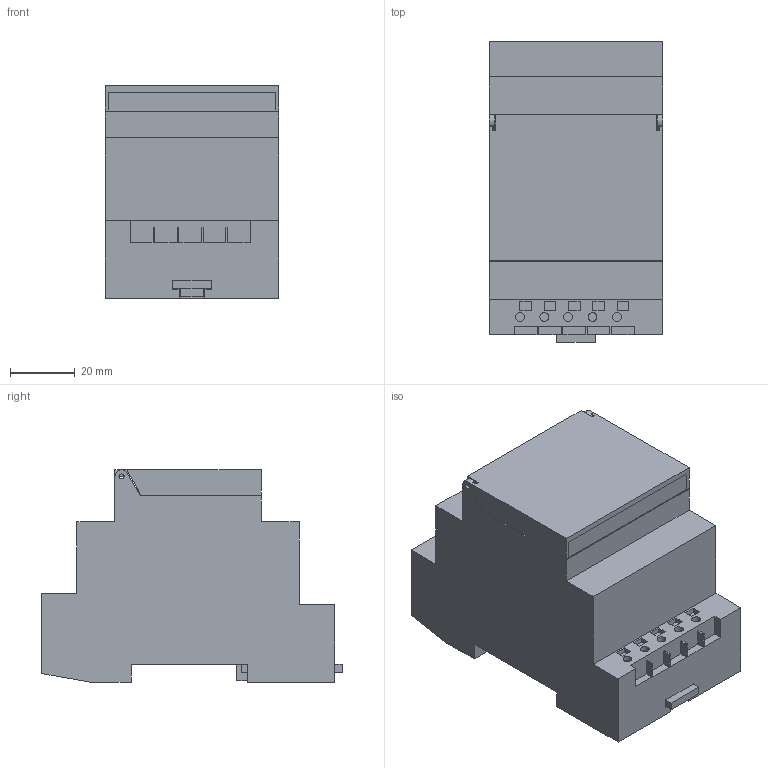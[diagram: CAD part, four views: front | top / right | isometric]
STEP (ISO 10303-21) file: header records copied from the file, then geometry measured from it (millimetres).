
FILE_DESCRIPTION((''),'2;1');
FILE_NAME('B109675_3D-SOFTWARE_COLOUR','2013-07-03T',('SESA231906'),('Schneider-Electric'),'PRO/ENGINEER BY PARAMETRIC TECHNOLOGY CORPORATION, 2011410','PRO/ENGINEER BY PARAMETRIC TECHNOLOGY CORPORATION, 2011410','');
FILE_SCHEMA(('CONFIG_CONTROL_DESIGN'));
Length unit declared in the file: millimetre
Products named in the file (1): B109675_3D-SOFTWARE_COLOUR
Bounding box: 53.6 x 92.66 x 65.55 mm (x, y, z)
Volume: 220714.6 mm3; surface area: 34581.5 mm2
Topology: 2 solids, 2 shells, 234 faces, 609 edges, 404 vertices
Faces by surface type: plane 185, cylinder 49
Entity records: 7153 total; most frequent: CARTESIAN_POINT 1247, ORIENTED_EDGE 1218, DIRECTION 1177, EDGE_CURVE 609, VECTOR 509, LINE 509, VERTEX_POINT 404, AXIS2_PLACEMENT_3D 334
